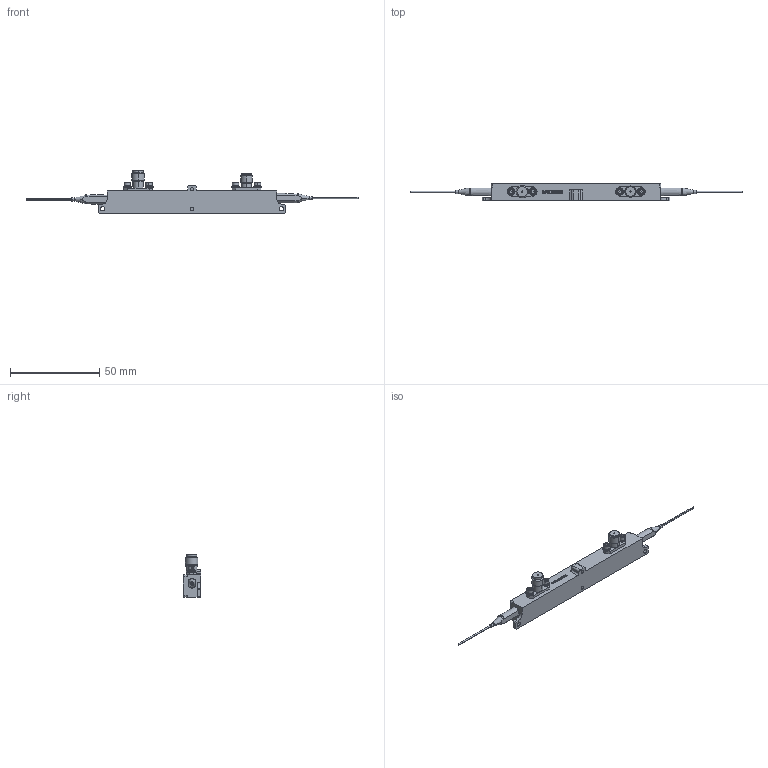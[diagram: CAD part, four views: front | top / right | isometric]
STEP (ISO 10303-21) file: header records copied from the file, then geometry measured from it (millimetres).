
FILE_DESCRIPTION (( 'STEP AP203' ), '1' );
FILE_NAME ('20869-E0W.STEP', '2018-05-07T19:58:29', ( '' ), ( '' ), 'SwSTEP 2.0', 'SolidWorks 2016', '' );
FILE_SCHEMA (( 'CONFIG_CONTROL_DESIGN' ));
Length unit declared in the file: millimetre
Products named in the file (1): 20869-E0W
Bounding box: 185.8 x 9.63 x 23.81 mm (x, y, z)
Surface area: 6543.2 mm2 (no closed solid volume)
Topology: 0 solids, 31 shells, 605 faces, 2591 edges, 1938 vertices
Faces by surface type: plane 373, bspline 99, cylinder 62, cone 59, torus 12
Entity records: 35832 total; most frequent: CARTESIAN_POINT 16668, ORIENTED_EDGE 3710, DIRECTION 3163, EDGE_CURVE 2591, VERTEX_POINT 1938, LINE 1645, VECTOR 1645, AXIS2_PLACEMENT_3D 759
